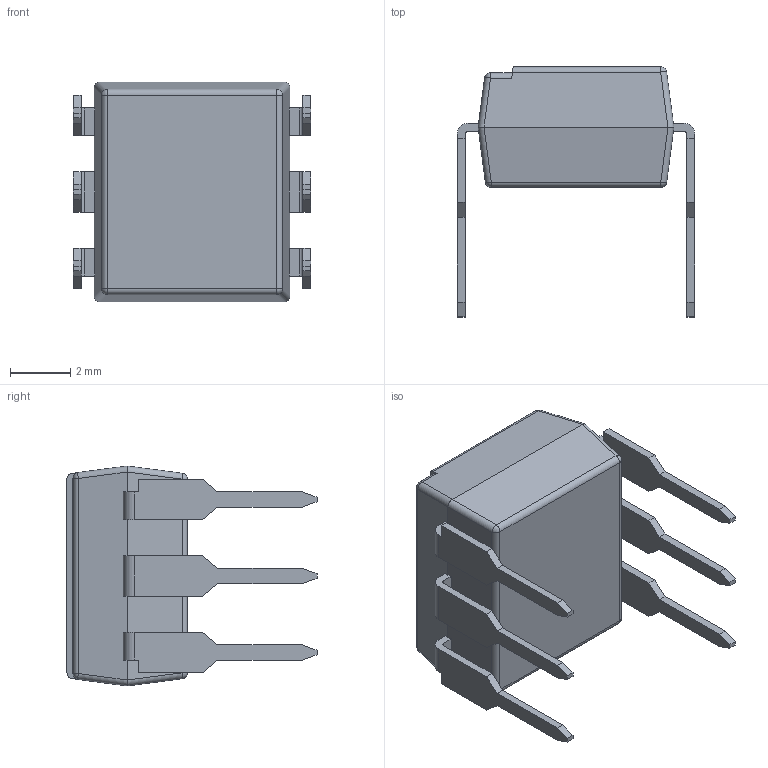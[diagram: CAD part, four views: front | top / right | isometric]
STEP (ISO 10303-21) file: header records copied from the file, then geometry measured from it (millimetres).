
FILE_DESCRIPTION (( 'STEP AP214' ), '1' );
FILE_NAME ('MOC3052.STEP', '2025-05-26T17:08:32', ( '' ), ( '' ), 'SwSTEP 2.0', 'SolidWorks 2021', '' );
FILE_SCHEMA (( 'AUTOMOTIVE_DESIGN' ));
Length unit declared in the file: millimetre
Products named in the file (1): MOC3052
Bounding box: 7.88 x 8.3 x 7.3 mm (x, y, z)
Volume: 183 mm3; surface area: 277.9 mm2
Topology: 8 solids, 8 shells, 155 faces, 382 edges, 244 vertices
Faces by surface type: plane 113, cylinder 34, sphere 8
Entity records: 4593 total; most frequent: CARTESIAN_POINT 806, ORIENTED_EDGE 764, DIRECTION 742, EDGE_CURVE 382, LINE 318, VECTOR 318, VERTEX_POINT 244, AXIS2_PLACEMENT_3D 212
